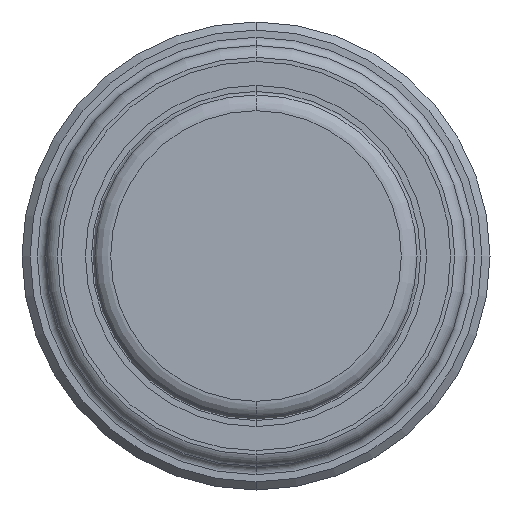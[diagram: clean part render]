
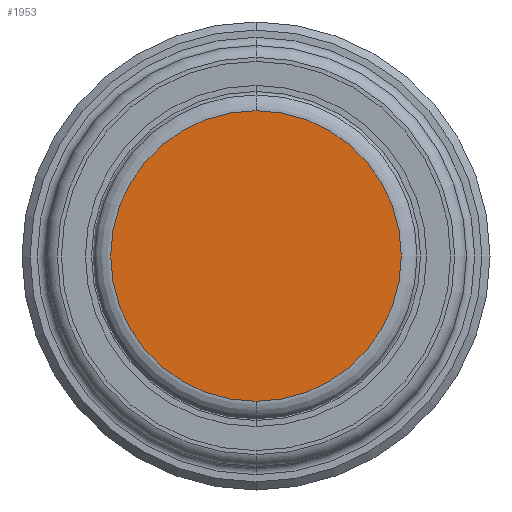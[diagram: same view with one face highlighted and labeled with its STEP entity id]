
A CAD part, front view. The second image highlights one B-rep face of the part: STEP entity #1953.
In plain terms, the highlighted planar face has unit normal (0, -1, 0).
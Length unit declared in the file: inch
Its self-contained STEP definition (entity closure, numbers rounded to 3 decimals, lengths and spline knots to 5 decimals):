
#256 = AXIS2_PLACEMENT_3D ( 'NONE', #12187, #6533, #32421 ) ;
#1953 = ADVANCED_FACE ( 'NONE', ( #20041 ), #12406, .F. ) ;
#2206 = CARTESIAN_POINT ( 'NONE',  ( 0., 0., 0. ) ) ;
#2367 = CIRCLE ( 'NONE', #256, 0.19635 ) ;
#3768 = CARTESIAN_POINT ( 'NONE',  ( 0., 0., -0.19635 ) ) ;
#3956 = EDGE_CURVE ( 'NONE', #13049, #6677, #17117, .T. ) ;
#6533 = DIRECTION ( 'NONE',  ( 0., -1., 0. ) ) ;
#6677 = VERTEX_POINT ( 'NONE', #3768 ) ;
#7754 = DIRECTION ( 'NONE',  ( 0., 1., 0. ) ) ;
#11327 = AXIS2_PLACEMENT_3D ( 'NONE', #2206, #12384, #22484 ) ;
#12187 = CARTESIAN_POINT ( 'NONE',  ( 0., 0., 0. ) ) ;
#12384 = DIRECTION ( 'NONE',  ( 0., -1., 0. ) ) ;
#12406 = PLANE ( 'NONE',  #30378 ) ;
#13049 = VERTEX_POINT ( 'NONE', #28566 ) ;
#16934 = ORIENTED_EDGE ( 'NONE', *, *, #3956, .T. ) ;
#17117 = CIRCLE ( 'NONE', #11327, 0.19635 ) ;
#20041 = FACE_OUTER_BOUND ( 'NONE', #24320, .T. ) ;
#22106 = EDGE_CURVE ( 'NONE', #6677, #13049, #2367, .T. ) ;
#22484 = DIRECTION ( 'NONE',  ( 0., 0., -1. ) ) ;
#24320 = EDGE_LOOP ( 'NONE', ( #32126, #16934 ) ) ;
#25462 = CARTESIAN_POINT ( 'NONE',  ( 0., 0., 0. ) ) ;
#28566 = CARTESIAN_POINT ( 'NONE',  ( 0., 0., 0.19635 ) ) ;
#30131 = DIRECTION ( 'NONE',  ( 0., 0., 1. ) ) ;
#30378 = AXIS2_PLACEMENT_3D ( 'NONE', #25462, #7754, #30131 ) ;
#32126 = ORIENTED_EDGE ( 'NONE', *, *, #22106, .T. ) ;
#32421 = DIRECTION ( 'NONE',  ( 0., 0., -1. ) ) ;
